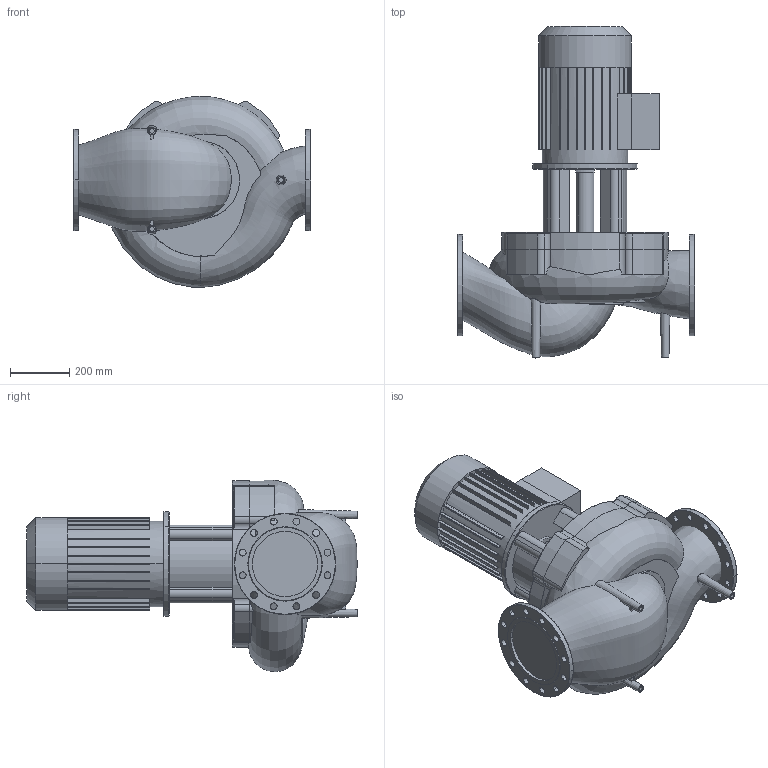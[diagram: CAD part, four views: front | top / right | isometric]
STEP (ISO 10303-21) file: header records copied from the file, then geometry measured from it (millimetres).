
FILE_DESCRIPTION((''),'2;1');
FILE_NAME('3d_IL200_240-15_4-2120828.stp','2016-05-24T12:09:36',(''),(''),'Mechanical Desktop 2009','Mechanical Desktop 2009',', , ');
FILE_SCHEMA(('CONFIG_CONTROL_DESIGN'));
Length unit declared in the file: millimetre
Products named in the file (1): Product
Bounding box: 800 x 1115.72 x 642.94 mm (x, y, z)
Volume: 139636927.8 mm3; surface area: 3699294 mm2
Topology: 10 solids, 10 shells, 497 faces, 1338 edges, 867 vertices
Faces by surface type: cylinder 150, plane 146, bspline 142, torus 48, cone 11
Entity records: 29146 total; most frequent: CARTESIAN_POINT 16710, ORIENTED_EDGE 2656, DIRECTION 2517, EDGE_CURVE 1328, AXIS2_PLACEMENT_3D 981, VERTEX_POINT 866, CIRCLE 625, EDGE_LOOP 582
